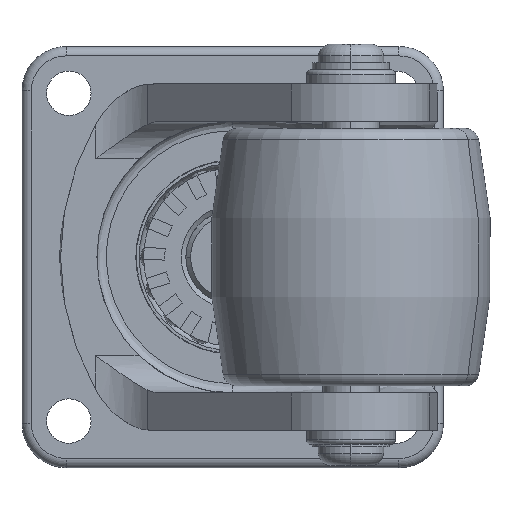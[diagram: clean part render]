
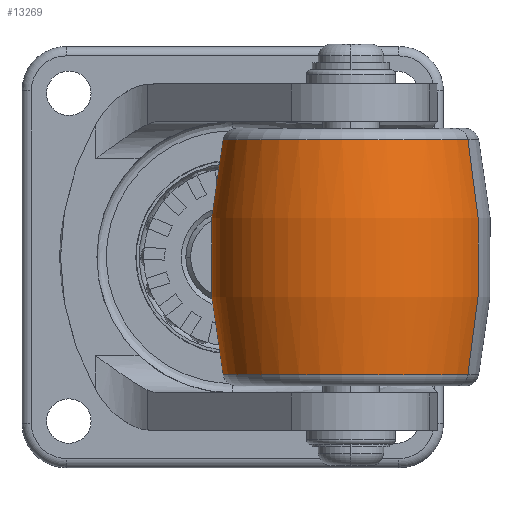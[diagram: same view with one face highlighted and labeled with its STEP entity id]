
A CAD part, front view. The second image highlights one B-rep face of the part: STEP entity #13269.
In plain terms, the highlighted toroidal (fillet/blend) face has major radius 90 mm and minor radius 120 mm.
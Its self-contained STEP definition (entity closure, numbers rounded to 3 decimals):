
#1110 = EDGE_CURVE ( 'NONE', #20808, #4420, #2791, .T. ) ;
#1350 = DIRECTION ( 'NONE',  ( 0.914, -0.406, 0. ) ) ;
#1539 = DIRECTION ( 'NONE',  ( 0.914, -0.406, 0. ) ) ;
#1545 = FACE_OUTER_BOUND ( 'NONE', #18984, .T. ) ;
#2020 = ORIENTED_EDGE ( 'NONE', *, *, #1110, .F. ) ;
#2072 = CARTESIAN_POINT ( 'NONE',  ( 107.499, -86.959, 0. ) ) ;
#2145 = TOROIDAL_SURFACE ( 'NONE', #24243, -90., 120. ) ;
#2456 = CARTESIAN_POINT ( 'NONE',  ( 0.265, -39.32, 25.128 ) ) ;
#2791 = CIRCLE ( 'NONE', #15016, 120. ) ;
#3004 = EDGE_CURVE ( 'NONE', #13100, #8896, #20891, .T. ) ;
#4007 = DIRECTION ( 'NONE',  ( 0.914, -0.406, 0. ) ) ;
#4420 = VERTEX_POINT ( 'NONE', #8553 ) ;
#5030 = ORIENTED_EDGE ( 'NONE', *, *, #22889, .T. ) ;
#8483 = CIRCLE ( 'NONE', #24614, 27.34 ) ;
#8553 = CARTESIAN_POINT ( 'NONE',  ( 50.235, -61.52, -25.128 ) ) ;
#8633 = CARTESIAN_POINT ( 'NONE',  ( -56.999, -13.881, 0. ) ) ;
#8709 = DIRECTION ( 'NONE',  ( 0.406, 0.914, 0. ) ) ;
#8791 = DIRECTION ( 'NONE',  ( -0.914, 0.406, 0. ) ) ;
#8837 = DIRECTION ( 'NONE',  ( 0., 0., 1. ) ) ;
#8896 = VERTEX_POINT ( 'NONE', #9668 ) ;
#9668 = CARTESIAN_POINT ( 'NONE',  ( 0.265, -39.32, -25.128 ) ) ;
#10942 = CARTESIAN_POINT ( 'NONE',  ( 50.235, -61.52, 25.128 ) ) ;
#11005 = CIRCLE ( 'NONE', #14061, 27.34 ) ;
#12481 = ORIENTED_EDGE ( 'NONE', *, *, #3004, .T. ) ;
#12801 = DIRECTION ( 'NONE',  ( 0., 0., -1. ) ) ;
#12985 = DIRECTION ( 'NONE',  ( 0., 0., -1. ) ) ;
#13100 = VERTEX_POINT ( 'NONE', #2456 ) ;
#13269 = ADVANCED_FACE ( 'NONE', ( #1545 ), #2145, .T. ) ;
#13464 = AXIS2_PLACEMENT_3D ( 'NONE', #2072, #15413, #4007 ) ;
#14061 = AXIS2_PLACEMENT_3D ( 'NONE', #20255, #8837, #22114 ) ;
#15016 = AXIS2_PLACEMENT_3D ( 'NONE', #8633, #8709, #8791 ) ;
#15413 = DIRECTION ( 'NONE',  ( -0.406, -0.914, 0. ) ) ;
#18984 = EDGE_LOOP ( 'NONE', ( #21391, #12481, #5030, #2020 ) ) ;
#19842 = EDGE_CURVE ( 'NONE', #20808, #13100, #8483, .T. ) ;
#20255 = CARTESIAN_POINT ( 'NONE',  ( 25.25, -50.42, -25.128 ) ) ;
#20808 = VERTEX_POINT ( 'NONE', #10942 ) ;
#20891 = CIRCLE ( 'NONE', #13464, 120. ) ;
#21391 = ORIENTED_EDGE ( 'NONE', *, *, #19842, .T. ) ;
#22114 = DIRECTION ( 'NONE',  ( -0.914, 0.406, 0. ) ) ;
#22889 = EDGE_CURVE ( 'NONE', #8896, #4420, #11005, .T. ) ;
#24115 = CARTESIAN_POINT ( 'NONE',  ( 25.25, -50.42, 0. ) ) ;
#24243 = AXIS2_PLACEMENT_3D ( 'NONE', #24115, #12801, #1350 ) ;
#24301 = CARTESIAN_POINT ( 'NONE',  ( 25.25, -50.42, 25.128 ) ) ;
#24614 = AXIS2_PLACEMENT_3D ( 'NONE', #24301, #12985, #1539 ) ;
